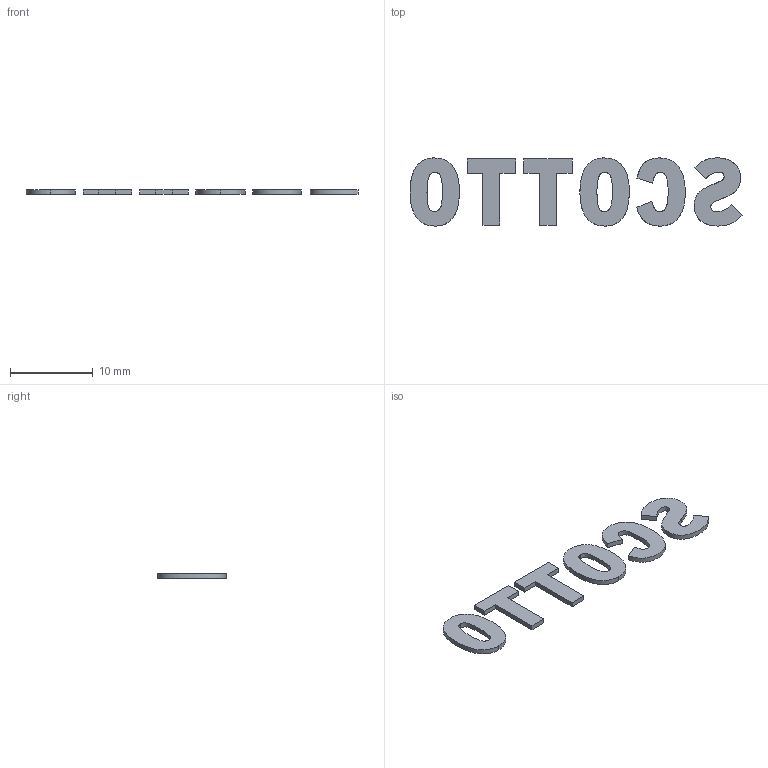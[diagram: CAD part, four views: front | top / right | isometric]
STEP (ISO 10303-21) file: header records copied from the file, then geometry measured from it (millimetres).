
FILE_DESCRIPTION(('HOOPS Exchange Step'),'2;1');
FILE_NAME('temp_export','2023-11-19T20:08:43+19:00',('jscotto'),('Shapr3D Limited'),'HOOPS Exchange 2023.2','Shapr3D','Authorized');
FILE_SCHEMA( ('AUTOMOTIVE_DESIGN { 1 0 10303 214 1 1 1 1 }') );
Length unit declared in the file: millimetre
Products named in the file (1): Scotto
Bounding box: 40.19 x 8.25 x 0.6 mm (x, y, z)
Volume: 101.4 mm3; surface area: 454.6 mm2
Topology: 6 solids, 6 shells, 45 faces, 99 edges, 66 vertices
Faces by surface type: plane 32, bspline 13
Entity records: 2468 total; most frequent: CARTESIAN_POINT 1530, ORIENTED_EDGE 198, DIRECTION 139, EDGE_CURVE 99, VECTOR 73, LINE 73, VERTEX_POINT 66, EDGE_LOOP 49
